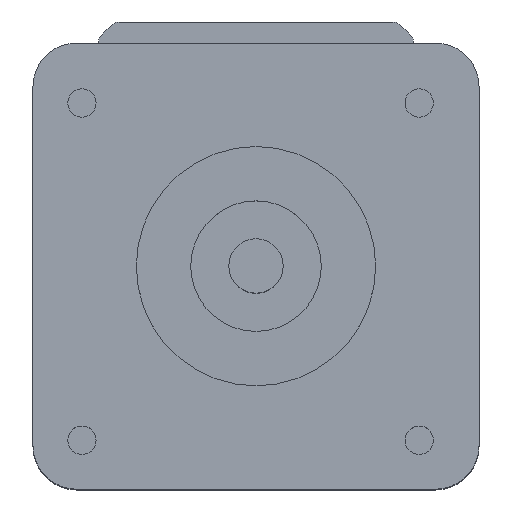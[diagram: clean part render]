
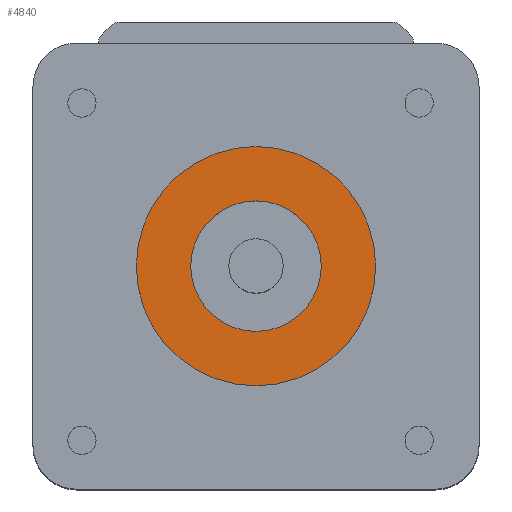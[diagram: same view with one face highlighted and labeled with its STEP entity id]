
A CAD part, top view. The second image highlights one B-rep face of the part: STEP entity #4840.
In plain terms, the highlighted planar face has unit normal (0, 0, 1).
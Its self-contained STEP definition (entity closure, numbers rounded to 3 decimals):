
#4761 = CYLINDRICAL_SURFACE('',#4762,11.);
#4762 = AXIS2_PLACEMENT_3D('',#4763,#4764,#4765);
#4763 = CARTESIAN_POINT('',(20.5,20.5,42.5));
#4764 = DIRECTION('',(-0.,-0.,-1.));
#4765 = DIRECTION('',(1.,0.,0.));
#4787 = VERTEX_POINT('',#4788);
#4788 = CARTESIAN_POINT('',(31.5,20.5,43.5));
#4809 = EDGE_CURVE('',#4787,#4787,#4810,.T.);
#4810 = SURFACE_CURVE('',#4811,(#4816,#4823),.PCURVE_S1.);
#4811 = CIRCLE('',#4812,11.);
#4812 = AXIS2_PLACEMENT_3D('',#4813,#4814,#4815);
#4813 = CARTESIAN_POINT('',(20.5,20.5,43.5));
#4814 = DIRECTION('',(0.,0.,1.));
#4815 = DIRECTION('',(1.,0.,0.));
#4816 = PCURVE('',#4761,#4817);
#4817 = DEFINITIONAL_REPRESENTATION('',(#4818),#4822);
#4818 = LINE('',#4819,#4820);
#4819 = CARTESIAN_POINT('',(-0.,-1.));
#4820 = VECTOR('',#4821,1.);
#4821 = DIRECTION('',(-1.,0.));
#4822 = ( GEOMETRIC_REPRESENTATION_CONTEXT(2) 
PARAMETRIC_REPRESENTATION_CONTEXT() REPRESENTATION_CONTEXT('2D SPACE',''
  ) );
#4823 = PCURVE('',#4824,#4829);
#4824 = PLANE('',#4825);
#4825 = AXIS2_PLACEMENT_3D('',#4826,#4827,#4828);
#4826 = CARTESIAN_POINT('',(31.5,20.5,43.5));
#4827 = DIRECTION('',(0.,0.,-1.));
#4828 = DIRECTION('',(-1.,0.,0.));
#4829 = DEFINITIONAL_REPRESENTATION('',(#4830),#4838);
#4830 = ( BOUNDED_CURVE() B_SPLINE_CURVE(2,(#4831,#4832,#4833,#4834,
#4835,#4836,#4837),.UNSPECIFIED.,.F.,.F.) B_SPLINE_CURVE_WITH_KNOTS((1,2
    ,2,2,2,1),(-2.094,0.,2.094,4.189,
6.283,8.378),.UNSPECIFIED.) CURVE() 
GEOMETRIC_REPRESENTATION_ITEM() RATIONAL_B_SPLINE_CURVE((1.,0.5,1.,0.5,
1.,0.5,1.)) REPRESENTATION_ITEM('') );
#4831 = CARTESIAN_POINT('',(0.,0.));
#4832 = CARTESIAN_POINT('',(0.,19.053));
#4833 = CARTESIAN_POINT('',(16.5,9.526));
#4834 = CARTESIAN_POINT('',(33.,0.));
#4835 = CARTESIAN_POINT('',(16.5,-9.526));
#4836 = CARTESIAN_POINT('',(0.,-19.053));
#4837 = CARTESIAN_POINT('',(0.,0.));
#4838 = ( GEOMETRIC_REPRESENTATION_CONTEXT(2) 
PARAMETRIC_REPRESENTATION_CONTEXT() REPRESENTATION_CONTEXT('2D SPACE',''
  ) );
#4840 = ADVANCED_FACE('',(#4841,#4844),#4824,.F.);
#4841 = FACE_BOUND('',#4842,.T.);
#4842 = EDGE_LOOP('',(#4843));
#4843 = ORIENTED_EDGE('',*,*,#4809,.T.);
#4844 = FACE_BOUND('',#4845,.F.);
#4845 = EDGE_LOOP('',(#4846));
#4846 = ORIENTED_EDGE('',*,*,#4847,.T.);
#4847 = EDGE_CURVE('',#4848,#4848,#4850,.T.);
#4848 = VERTEX_POINT('',#4849);
#4849 = CARTESIAN_POINT('',(26.5,20.5,43.5));
#4850 = SURFACE_CURVE('',#4851,(#4856,#4867),.PCURVE_S1.);
#4851 = CIRCLE('',#4852,6.);
#4852 = AXIS2_PLACEMENT_3D('',#4853,#4854,#4855);
#4853 = CARTESIAN_POINT('',(20.5,20.5,43.5));
#4854 = DIRECTION('',(0.,0.,1.));
#4855 = DIRECTION('',(1.,0.,0.));
#4856 = PCURVE('',#4824,#4857);
#4857 = DEFINITIONAL_REPRESENTATION('',(#4858),#4866);
#4858 = ( BOUNDED_CURVE() B_SPLINE_CURVE(2,(#4859,#4860,#4861,#4862,
#4863,#4864,#4865),.UNSPECIFIED.,.F.,.F.) B_SPLINE_CURVE_WITH_KNOTS((1,2
    ,2,2,2,1),(-2.094,0.,2.094,4.189,
6.283,8.378),.UNSPECIFIED.) CURVE() 
GEOMETRIC_REPRESENTATION_ITEM() RATIONAL_B_SPLINE_CURVE((1.,0.5,1.,0.5,
1.,0.5,1.)) REPRESENTATION_ITEM('') );
#4859 = CARTESIAN_POINT('',(5.,0.));
#4860 = CARTESIAN_POINT('',(5.,10.392));
#4861 = CARTESIAN_POINT('',(14.,5.196));
#4862 = CARTESIAN_POINT('',(23.,0.));
#4863 = CARTESIAN_POINT('',(14.,-5.196));
#4864 = CARTESIAN_POINT('',(5.,-10.392));
#4865 = CARTESIAN_POINT('',(5.,0.));
#4866 = ( GEOMETRIC_REPRESENTATION_CONTEXT(2) 
PARAMETRIC_REPRESENTATION_CONTEXT() REPRESENTATION_CONTEXT('2D SPACE',''
  ) );
#4867 = PCURVE('',#4868,#4873);
#4868 = CYLINDRICAL_SURFACE('',#4869,6.);
#4869 = AXIS2_PLACEMENT_3D('',#4870,#4871,#4872);
#4870 = CARTESIAN_POINT('',(20.5,20.5,42.5));
#4871 = DIRECTION('',(-0.,-0.,-1.));
#4872 = DIRECTION('',(1.,0.,0.));
#4873 = DEFINITIONAL_REPRESENTATION('',(#4874),#4878);
#4874 = LINE('',#4875,#4876);
#4875 = CARTESIAN_POINT('',(-0.,-1.));
#4876 = VECTOR('',#4877,1.);
#4877 = DIRECTION('',(-1.,0.));
#4878 = ( GEOMETRIC_REPRESENTATION_CONTEXT(2) 
PARAMETRIC_REPRESENTATION_CONTEXT() REPRESENTATION_CONTEXT('2D SPACE',''
  ) );
